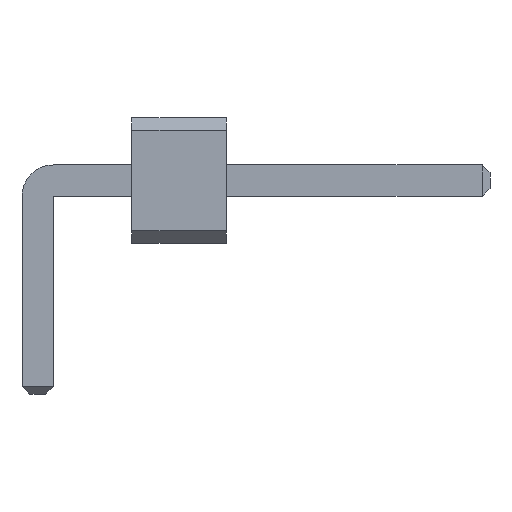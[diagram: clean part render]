
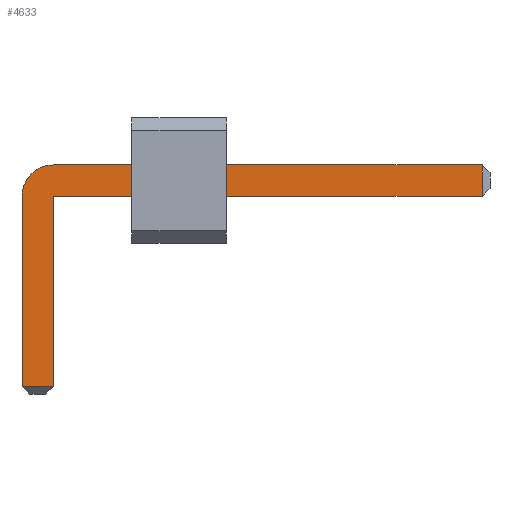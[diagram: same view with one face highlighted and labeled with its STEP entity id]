
A CAD part, front view. The second image highlights one B-rep face of the part: STEP entity #4633.
In plain terms, the highlighted planar face has unit normal (0, -1, 0).
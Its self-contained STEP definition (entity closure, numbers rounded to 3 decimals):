
#13=DIRECTION('',(0.,0.,1.));
#27=VECTOR('',#28,1.);
#28=DIRECTION('',(1.,0.,0.));
#2101=VECTOR('',#13,1.);
#2143=DIRECTION('',(0.,1.,0.));
#4447=VECTOR('',#4448,1.);
#4448=DIRECTION('',(0.,0.,-1.));
#4455=VECTOR('',#4456,1.);
#4456=DIRECTION('',(-1.,0.,0.));
#4477=DIRECTION('',(-0.,1.,0.));
#4487=VERTEX_POINT('',#4488);
#4488=CARTESIAN_POINT('',(0.25,-70.25,1.25));
#4490=ORIENTED_EDGE('',*,*,#4491,.T.);
#4491=EDGE_CURVE('',#4487,#4492,#4494,.T.);
#4492=VERTEX_POINT('',#4493);
#4493=CARTESIAN_POINT('',(7.075,-70.25,1.25));
#4494=LINE('',#4495,#27);
#4495=CARTESIAN_POINT('',(-0.25,-70.25,1.25));
#4531=EDGE_CURVE('',#4532,#4487,#4534,.T.);
#4532=VERTEX_POINT('',#4533);
#4533=CARTESIAN_POINT('',(-0.25,-70.25,0.75));
#4534=CIRCLE('',#4535,0.5);
#4535=AXIS2_PLACEMENT_3D('',#4536,#4477,#4448);
#4536=CARTESIAN_POINT('',(0.25,-70.25,0.75));
#4548=VERTEX_POINT('',#4549);
#4549=CARTESIAN_POINT('',(7.075,-70.25,0.75));
#4551=ORIENTED_EDGE('',*,*,#4552,.T.);
#4552=EDGE_CURVE('',#4548,#4553,#4554,.T.);
#4553=VERTEX_POINT('',#4536);
#4554=LINE('',#4555,#4455);
#4555=CARTESIAN_POINT('',(7.2,-70.25,0.75));
#4567=VERTEX_POINT('',#4568);
#4568=CARTESIAN_POINT('',(-0.25,-70.25,-2.275));
#4570=ORIENTED_EDGE('',*,*,#4571,.T.);
#4571=EDGE_CURVE('',#4567,#4532,#4572,.T.);
#4572=LINE('',#4573,#2101);
#4573=CARTESIAN_POINT('',(-0.25,-70.25,-2.4));
#4581=ORIENTED_EDGE('',*,*,#4582,.T.);
#4582=EDGE_CURVE('',#4553,#4583,#4585,.T.);
#4583=VERTEX_POINT('',#4584);
#4584=CARTESIAN_POINT('',(0.25,-70.25,-2.275));
#4585=LINE('',#4536,#4447);
#4633=ADVANCED_FACE('',(#4634),#4643,.F.);
#4634=FACE_BOUND('',#4635,.F.);
#4635=EDGE_LOOP('',(#4490,#4636,#4551,#4581,#4639,#4570,#4642));
#4636=ORIENTED_EDGE('',*,*,#4637,.T.);
#4637=EDGE_CURVE('',#4492,#4548,#4638,.T.);
#4638=LINE('',#4493,#4447);
#4639=ORIENTED_EDGE('',*,*,#4640,.T.);
#4640=EDGE_CURVE('',#4583,#4567,#4641,.T.);
#4641=LINE('',#4584,#4455);
#4642=ORIENTED_EDGE('',*,*,#4531,.T.);
#4643=PLANE('',#4644);
#4644=AXIS2_PLACEMENT_3D('',#4645,#2143,#13);
#4645=CARTESIAN_POINT('',(2.489,-70.25,0.411));
